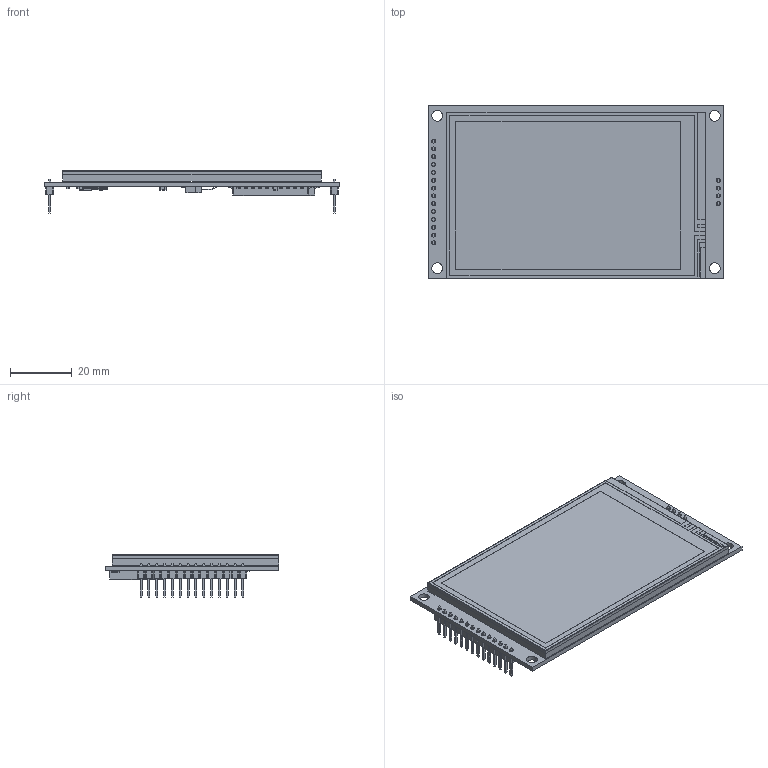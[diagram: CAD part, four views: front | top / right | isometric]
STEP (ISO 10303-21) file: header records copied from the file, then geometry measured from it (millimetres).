
FILE_DESCRIPTION(/* description */ ('ILI9486'),/* implementation_level */ '2;1');
FILE_NAME(/* name */ 'ILI9486.stp',/* time_stamp */ '2021-12-29T16:06:20+00:00',/* author */ ('Oscar Calero'),/* organization */ ('none'),/* preprocessor_version */ 'none',/* originating_system */ 'none',/* authorisation */ 'CC BY-NC');
FILE_SCHEMA(('AUTOMOTIVE_DESIGN { 1 0 10303 214 1 1 1 1 }'));
Length unit declared in the file: millimetre
Products named in the file (11): Product1; PCB; resistor2; J3Y; PINx4; PINx14; LCD; ceramic2; XPT204; SD_holder; Connector
Assembly tree (16 placements, depth 2):
  Product1
    PCB
    resistor2  x4
    J3Y
    PINx4
    PINx14
    LCD
    ceramic2  x4
    XPT204
    SD_holder
    Connector
Bounding box: 96 x 56.34 x 13.64 mm (x, y, z)
Volume: 23728.9 mm3; surface area: 43848.3 mm2
Topology: 150 solids, 150 shells, 2112 faces, 5120 edges, 3337 vertices
Faces by surface type: plane 1723, cylinder 259, extrusion 94, bspline 32, sphere 3, torus 1
Entity records: 55228 total; most frequent: CARTESIAN_POINT 10432, ORIENTED_EDGE 9142, DIRECTION 6118, EDGE_CURVE 4571, VECTOR 3874, LINE 3804, VERTEX_POINT 2989, EDGE_LOOP 1964
